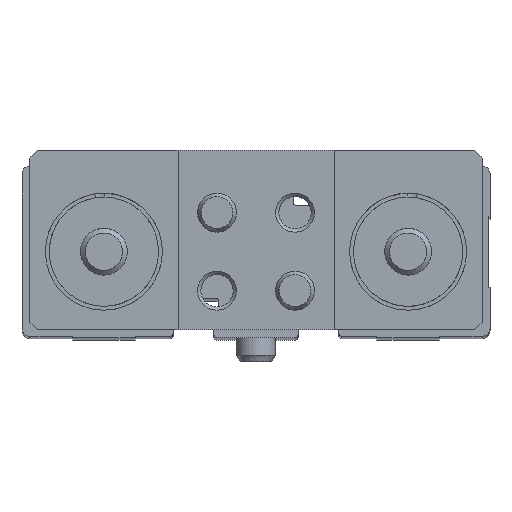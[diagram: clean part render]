
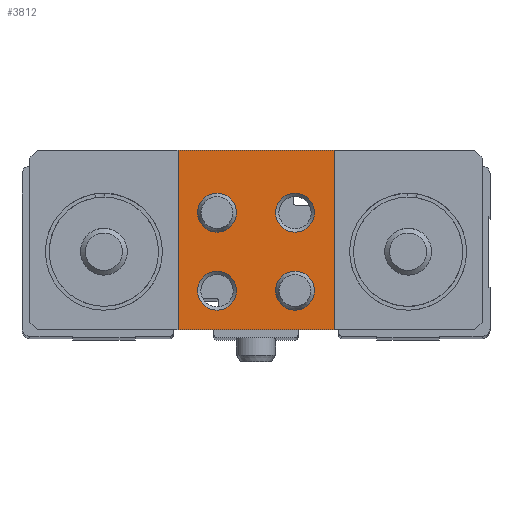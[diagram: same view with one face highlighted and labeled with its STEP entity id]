
A CAD part, top view. The second image highlights one B-rep face of the part: STEP entity #3812.
In plain terms, the highlighted planar face has unit normal (0, 0, 1).
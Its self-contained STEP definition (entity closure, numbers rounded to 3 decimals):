
#182=PLANE('',#4259);
#375=CIRCLE('',#4260,2.5);
#376=CIRCLE('',#4261,2.5);
#377=CIRCLE('',#4262,2.5);
#378=CIRCLE('',#4263,2.5);
#1151=ORIENTED_EDGE('',*,*,#1823,.T.);
#1152=ORIENTED_EDGE('',*,*,#1824,.T.);
#1153=ORIENTED_EDGE('',*,*,#1825,.T.);
#1154=ORIENTED_EDGE('',*,*,#1826,.T.);
#1155=ORIENTED_EDGE('',*,*,#1814,.T.);
#1156=ORIENTED_EDGE('',*,*,#1827,.T.);
#1157=ORIENTED_EDGE('',*,*,#1806,.T.);
#1158=ORIENTED_EDGE('',*,*,#1828,.T.);
#1806=EDGE_CURVE('',#2213,#2220,#2524,.T.);
#1814=EDGE_CURVE('',#2229,#2228,#2532,.T.);
#1823=EDGE_CURVE('',#2237,#2237,#375,.T.);
#1824=EDGE_CURVE('',#2238,#2238,#376,.T.);
#1825=EDGE_CURVE('',#2239,#2239,#377,.T.);
#1826=EDGE_CURVE('',#2240,#2240,#378,.T.);
#1827=EDGE_CURVE('',#2228,#2213,#2541,.T.);
#1828=EDGE_CURVE('',#2220,#2229,#2542,.T.);
#2213=VERTEX_POINT('',#6380);
#2220=VERTEX_POINT('',#6393);
#2228=VERTEX_POINT('',#6411);
#2229=VERTEX_POINT('',#6413);
#2237=VERTEX_POINT('',#6432);
#2238=VERTEX_POINT('',#6434);
#2239=VERTEX_POINT('',#6436);
#2240=VERTEX_POINT('',#6438);
#2524=LINE('',#6394,#2786);
#2532=LINE('',#6412,#2794);
#2541=LINE('',#6439,#2803);
#2542=LINE('',#6440,#2804);
#2786=VECTOR('',#5205,1000.);
#2794=VECTOR('',#5217,1000.);
#2803=VECTOR('',#5238,1000.);
#2804=VECTOR('',#5239,1000.);
#3067=EDGE_LOOP('',(#1151));
#3068=EDGE_LOOP('',(#1152));
#3069=EDGE_LOOP('',(#1153));
#3070=EDGE_LOOP('',(#1154));
#3071=EDGE_LOOP('',(#1155,#1156,#1157,#1158));
#3437=FACE_BOUND('',#3067,.T.);
#3438=FACE_BOUND('',#3068,.T.);
#3439=FACE_BOUND('',#3069,.T.);
#3440=FACE_BOUND('',#3070,.T.);
#3441=FACE_BOUND('',#3071,.T.);
#3812=ADVANCED_FACE('',(#3437,#3438,#3439,#3440,#3441),#182,.T.);
#4259=AXIS2_PLACEMENT_3D('',#6430,#5228,#5229);
#4260=AXIS2_PLACEMENT_3D('',#6431,#5230,#5231);
#4261=AXIS2_PLACEMENT_3D('',#6433,#5232,#5233);
#4262=AXIS2_PLACEMENT_3D('',#6435,#5234,#5235);
#4263=AXIS2_PLACEMENT_3D('',#6437,#5236,#5237);
#5205=DIRECTION('',(-1.,0.,0.));
#5217=DIRECTION('',(1.,0.,0.));
#5228=DIRECTION('',(0.,0.,1.));
#5229=DIRECTION('',(1.,0.,0.));
#5230=DIRECTION('',(0.,0.,-1.));
#5231=DIRECTION('',(-1.,0.,0.));
#5232=DIRECTION('',(0.,0.,-1.));
#5233=DIRECTION('',(-1.,0.,0.));
#5234=DIRECTION('',(0.,0.,-1.));
#5235=DIRECTION('',(-1.,0.,0.));
#5236=DIRECTION('',(0.,0.,-1.));
#5237=DIRECTION('',(-1.,0.,0.));
#5238=DIRECTION('',(0.,1.,0.));
#5239=DIRECTION('',(0.,-1.,0.));
#6380=CARTESIAN_POINT('',(10.,13.,19.));
#6393=CARTESIAN_POINT('',(-10.,13.,19.));
#6394=CARTESIAN_POINT('',(29.,13.,19.));
#6411=CARTESIAN_POINT('',(10.,-10.,19.));
#6412=CARTESIAN_POINT('',(-29.,-10.,19.));
#6413=CARTESIAN_POINT('',(-10.,-10.,19.));
#6430=CARTESIAN_POINT('',(0.,0.,19.));
#6431=CARTESIAN_POINT('',(-5.,-5.,19.));
#6432=CARTESIAN_POINT('',(-7.5,-5.,19.));
#6433=CARTESIAN_POINT('',(-5.,5.,19.));
#6434=CARTESIAN_POINT('',(-7.5,5.,19.));
#6435=CARTESIAN_POINT('',(5.,-5.,19.));
#6436=CARTESIAN_POINT('',(2.5,-5.,19.));
#6437=CARTESIAN_POINT('',(5.,5.,19.));
#6438=CARTESIAN_POINT('',(2.5,5.,19.));
#6439=CARTESIAN_POINT('',(10.,0.,19.));
#6440=CARTESIAN_POINT('',(-10.,0.,19.));
